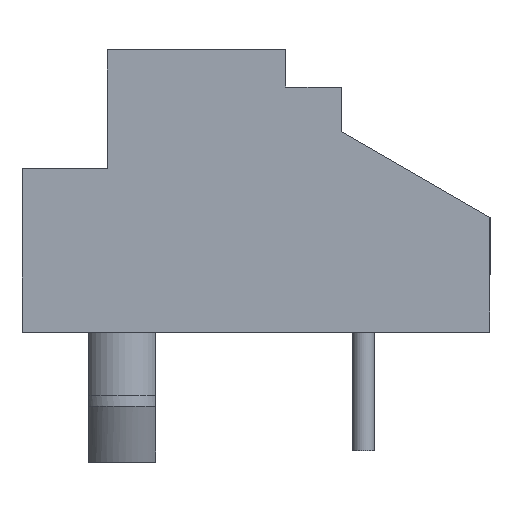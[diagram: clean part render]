
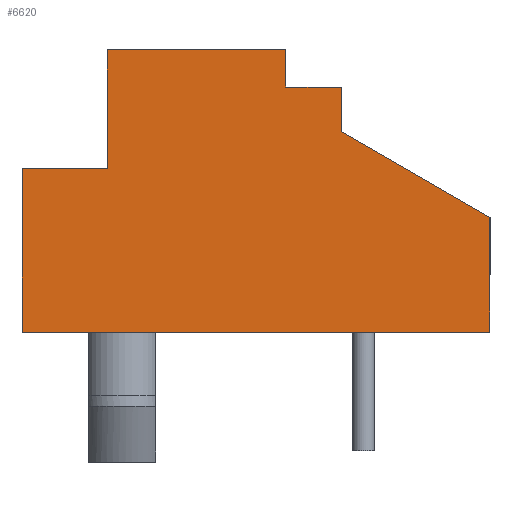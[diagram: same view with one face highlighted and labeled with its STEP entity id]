
A CAD part, left-side view. The second image highlights one B-rep face of the part: STEP entity #6620.
In plain terms, the highlighted planar face has unit normal (-1, 0, 0).
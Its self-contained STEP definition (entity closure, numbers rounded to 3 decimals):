
#353 = EDGE_CURVE ( 'NONE', #426, #424, #2126, .T. ) ;
#424 = VERTEX_POINT ( 'NONE', #2323 ) ;
#426 = VERTEX_POINT ( 'NONE', #2322 ) ;
#740 = VERTEX_POINT ( 'NONE', #3330 ) ;
#815 = VERTEX_POINT ( 'NONE', #3543 ) ;
#822 = VERTEX_POINT ( 'NONE', #3585 ) ;
#830 = EDGE_CURVE ( 'NONE', #832, #833, #3622, .T. ) ;
#832 = VERTEX_POINT ( 'NONE', #3618 ) ;
#833 = VERTEX_POINT ( 'NONE', #3617 ) ;
#877 = EDGE_CURVE ( 'NONE', #822, #815, #3687, .T. ) ;
#914 = EDGE_CURVE ( 'NONE', #915, #740, #3830, .T. ) ;
#915 = VERTEX_POINT ( 'NONE', #3826 ) ;
#2118 = DIRECTION ( 'NONE',  ( 0., 0., -1. ) ) ;
#2119 = VECTOR ( 'NONE', #2118, 1000. ) ;
#2120 = CARTESIAN_POINT ( 'NONE',  ( -11.25, -4.3, 7.6 ) ) ;
#2126 = LINE ( 'NONE', #2120, #2119 ) ;
#2322 = CARTESIAN_POINT ( 'NONE',  ( -11.25, -4.3, 6.6 ) ) ;
#2323 = CARTESIAN_POINT ( 'NONE',  ( -11.25, -4.3, 5.4 ) ) ;
#3330 = CARTESIAN_POINT ( 'NONE',  ( -11.25, 4.3, 0. ) ) ;
#3543 = CARTESIAN_POINT ( 'NONE',  ( -11.25, 2., 4.4 ) ) ;
#3585 = CARTESIAN_POINT ( 'NONE',  ( -11.25, 4.3, 4.4 ) ) ;
#3617 = CARTESIAN_POINT ( 'NONE',  ( -11.25, -2.8, 7.6 ) ) ;
#3618 = CARTESIAN_POINT ( 'NONE',  ( -11.25, 2., 7.6 ) ) ;
#3619 = DIRECTION ( 'NONE',  ( 0., -1., 0. ) ) ;
#3620 = VECTOR ( 'NONE', #3619, 1000. ) ;
#3621 = CARTESIAN_POINT ( 'NONE',  ( -11.25, 4.3, 7.6 ) ) ;
#3622 = LINE ( 'NONE', #3621, #3620 ) ;
#3687 = LINE ( 'NONE', #3739, #3738 ) ;
#3737 = DIRECTION ( 'NONE',  ( 0., -1., 0. ) ) ;
#3738 = VECTOR ( 'NONE', #3737, 1000. ) ;
#3739 = CARTESIAN_POINT ( 'NONE',  ( -11.25, 4.3, 4.4 ) ) ;
#3826 = CARTESIAN_POINT ( 'NONE',  ( -11.25, -8.3, 0. ) ) ;
#3827 = DIRECTION ( 'NONE',  ( 0., 1., 0. ) ) ;
#3828 = VECTOR ( 'NONE', #3827, 1000. ) ;
#3829 = CARTESIAN_POINT ( 'NONE',  ( -11.25, 4.3, 0. ) ) ;
#3830 = LINE ( 'NONE', #3829, #3828 ) ;
#4530 = DIRECTION ( 'NONE',  ( 0., 0., 1. ) ) ;
#4531 = VECTOR ( 'NONE', #4530, 1000. ) ;
#4532 = CARTESIAN_POINT ( 'NONE',  ( -11.25, 4.3, 7.6 ) ) ;
#4533 = LINE ( 'NONE', #4532, #4531 ) ;
#4593 = DIRECTION ( 'NONE',  ( 0., 0., -1. ) ) ;
#4594 = VECTOR ( 'NONE', #4593, 1000. ) ;
#4595 = CARTESIAN_POINT ( 'NONE',  ( -11.25, -8.3, 0. ) ) ;
#4597 = LINE ( 'NONE', #4595, #4594 ) ;
#4598 = DIRECTION ( 'NONE',  ( 0., 0., 1. ) ) ;
#4599 = VECTOR ( 'NONE', #4598, 1000. ) ;
#4600 = CARTESIAN_POINT ( 'NONE',  ( -11.25, 2., 7.6 ) ) ;
#4601 = LINE ( 'NONE', #4600, #4599 ) ;
#4602 = DIRECTION ( 'NONE',  ( 0., 0., 1. ) ) ;
#4603 = VECTOR ( 'NONE', #4602, 1000. ) ;
#4604 = CARTESIAN_POINT ( 'NONE',  ( -11.25, -2.8, 7.6 ) ) ;
#4605 = LINE ( 'NONE', #4604, #4603 ) ;
#4606 = CARTESIAN_POINT ( 'NONE',  ( -11.25, -2.8, 6.6 ) ) ;
#4618 = FACE_OUTER_BOUND ( 'NONE', #6621, .T. ) ;
#4639 = DIRECTION ( 'NONE',  ( 0., 1., 0. ) ) ;
#4640 = VECTOR ( 'NONE', #4639, 1000. ) ;
#4641 = CARTESIAN_POINT ( 'NONE',  ( -11.25, -2.8, 6.6 ) ) ;
#4642 = LINE ( 'NONE', #4641, #4640 ) ;
#4643 = CARTESIAN_POINT ( 'NONE',  ( -11.25, -8.3, 3.091 ) ) ;
#4644 = DIRECTION ( 'NONE',  ( 0., -0.866, -0.5 ) ) ;
#4645 = VECTOR ( 'NONE', #4644, 1000. ) ;
#4646 = CARTESIAN_POINT ( 'NONE',  ( -11.25, -8.3, 3.091 ) ) ;
#4647 = LINE ( 'NONE', #4646, #4645 ) ;
#4648 = DIRECTION ( 'NONE',  ( 0., 0., -1. ) ) ;
#4649 = DIRECTION ( 'NONE',  ( 1., 0., 0. ) ) ;
#4650 = CARTESIAN_POINT ( 'NONE',  ( -11.25, -4.3, 7.6 ) ) ;
#4651 = AXIS2_PLACEMENT_3D ( 'NONE', #4650, #4649, #4648 ) ;
#4652 = PLANE ( 'NONE',  #4651 ) ;
#6578 = EDGE_CURVE ( 'NONE', #740, #822, #4533, .T. ) ;
#6603 = VERTEX_POINT ( 'NONE', #4606 ) ;
#6604 = ORIENTED_EDGE ( 'NONE', *, *, #6605, .T. ) ;
#6605 = EDGE_CURVE ( 'NONE', #6603, #833, #4605, .T. ) ;
#6606 = ORIENTED_EDGE ( 'NONE', *, *, #830, .F. ) ;
#6607 = ORIENTED_EDGE ( 'NONE', *, *, #6608, .F. ) ;
#6608 = EDGE_CURVE ( 'NONE', #815, #832, #4601, .T. ) ;
#6609 = ORIENTED_EDGE ( 'NONE', *, *, #877, .F. ) ;
#6610 = ORIENTED_EDGE ( 'NONE', *, *, #6578, .F. ) ;
#6611 = ORIENTED_EDGE ( 'NONE', *, *, #914, .F. ) ;
#6612 = ORIENTED_EDGE ( 'NONE', *, *, #6613, .F. ) ;
#6613 = EDGE_CURVE ( 'NONE', #6624, #915, #4597, .T. ) ;
#6620 = ADVANCED_FACE ( 'NONE', ( #4618 ), #4652, .F. ) ;
#6621 = EDGE_LOOP ( 'NONE', ( #6622, #6625, #6626, #6604, #6606, #6607, #6609, #6610, #6611, #6612 ) ) ;
#6622 = ORIENTED_EDGE ( 'NONE', *, *, #6623, .F. ) ;
#6623 = EDGE_CURVE ( 'NONE', #424, #6624, #4647, .T. ) ;
#6624 = VERTEX_POINT ( 'NONE', #4643 ) ;
#6625 = ORIENTED_EDGE ( 'NONE', *, *, #353, .F. ) ;
#6626 = ORIENTED_EDGE ( 'NONE', *, *, #6627, .T. ) ;
#6627 = EDGE_CURVE ( 'NONE', #426, #6603, #4642, .T. ) ;
